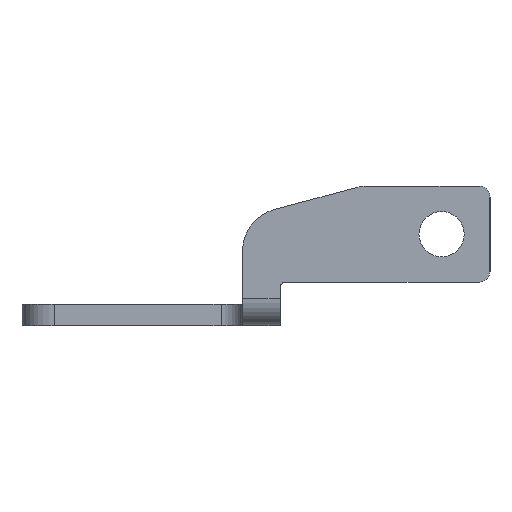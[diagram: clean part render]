
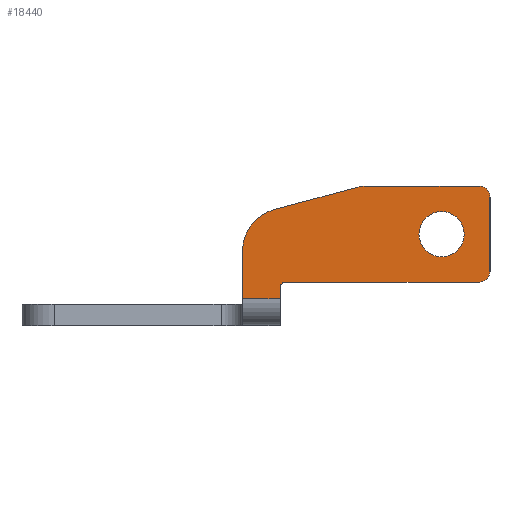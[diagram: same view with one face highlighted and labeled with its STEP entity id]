
A CAD part, left-side view. The second image highlights one B-rep face of the part: STEP entity #18440.
In plain terms, the highlighted planar face has unit normal (-1, 0, 0).
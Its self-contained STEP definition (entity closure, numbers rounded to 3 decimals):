
#60=CARTESIAN_POINT('',(-36.,0.,-0.014));
#70=DIRECTION('',(0.,-0.966,0.259));
#80=VECTOR('',#70,1.);
#90=LINE('',#60,#80);
#100=CARTESIAN_POINT('',(-36.,10.035,-2.703));
#110=VERTEX_POINT('',#100);
#120=CARTESIAN_POINT('',(-36.,2.509,-0.686));
#130=VERTEX_POINT('',#120);
#140=EDGE_CURVE('',#110,#130,#90,.T.);
#590=CARTESIAN_POINT('',(-36.,1.473,-0.55));
#600=VERTEX_POINT('',#590);
#630=CARTESIAN_POINT('',(-36.,1.473,-4.55));
#640=DIRECTION('',(1.,0.,0.));
#650=DIRECTION('',(0.,-1.,0.));
#660=AXIS2_PLACEMENT_3D('',#630,#640,#650);
#670=CIRCLE('',#660,4.);
#680=EDGE_CURVE('',#130,#600,#670,.T.);
#8310=CARTESIAN_POINT('',(-36.,-3.4,-5.));
#8320=VERTEX_POINT('',#8310);
#8480=CARTESIAN_POINT('',(-36.,-7.6,-5.));
#8490=VERTEX_POINT('',#8480);
#8520=CARTESIAN_POINT('',(-36.,-5.5,-5.));
#8530=DIRECTION('',(-1.,0.,0.));
#8540=DIRECTION('',(0.,-1.,0.));
#8550=AXIS2_PLACEMENT_3D('',#8520,#8530,#8540);
#8560=CIRCLE('',#8550,2.1);
#8570=EDGE_CURVE('',#8320,#8490,#8560,.T.);
#8820=CARTESIAN_POINT('',(-36.,-9.,-9.45));
#8830=VERTEX_POINT('',#8820);
#8860=CARTESIAN_POINT('',(-36.,-9.,-8.45));
#8870=DIRECTION('',(1.,0.,0.));
#8880=DIRECTION('',(0.,-1.,0.));
#8890=AXIS2_PLACEMENT_3D('',#8860,#8870,#8880);
#8900=CIRCLE('',#8890,1.);
#8910=CARTESIAN_POINT('',(-36.,-10.,-8.45));
#8920=VERTEX_POINT('',#8910);
#8930=EDGE_CURVE('',#8920,#8830,#8900,.T.);
#9600=CARTESIAN_POINT('',(-36.,-10.,-0.5));
#9610=DIRECTION('',(0.,0.,1.));
#9620=VECTOR('',#9610,1.);
#9630=LINE('',#9600,#9620);
#9640=CARTESIAN_POINT('',(-36.,-10.,-1.55));
#9650=VERTEX_POINT('',#9640);
#9660=EDGE_CURVE('',#8920,#9650,#9630,.T.);
#9890=CARTESIAN_POINT('',(-36.,13.,-11.));
#9900=VERTEX_POINT('',#9890);
#10190=CARTESIAN_POINT('',(-36.,13.,-6.567));
#10200=VERTEX_POINT('',#10190);
#10230=CARTESIAN_POINT('',(-36.,13.,-11.));
#10240=DIRECTION('',(0.,0.,1.));
#10250=VECTOR('',#10240,1.);
#10260=LINE('',#10230,#10250);
#10270=EDGE_CURVE('',#9900,#10200,#10260,.T.);
#14980=CARTESIAN_POINT('',(-36.,9.5,-9.95));
#14990=VERTEX_POINT('',#14980);
#15020=CARTESIAN_POINT('',(-36.,9.,-9.95));
#15030=DIRECTION('',(1.,0.,0.));
#15040=DIRECTION('',(0.,-1.,0.));
#15050=AXIS2_PLACEMENT_3D('',#15020,#15030,#15040);
#15060=CIRCLE('',#15050,0.5);
#15070=CARTESIAN_POINT('',(-36.,9.,-9.45));
#15080=VERTEX_POINT('',#15070);
#15090=EDGE_CURVE('',#14990,#15080,#15060,.T.);
#15330=CARTESIAN_POINT('',(-36.,9.,-6.567));
#15340=DIRECTION('',(1.,0.,0.));
#15350=DIRECTION('',(0.,-1.,0.));
#15360=AXIS2_PLACEMENT_3D('',#15330,#15340,#15350);
#15370=CIRCLE('',#15360,4.);
#15380=EDGE_CURVE('',#10200,#110,#15370,.T.);
#15500=CARTESIAN_POINT('',(-36.,9.5,-11.));
#15510=DIRECTION('',(0.,-1.,0.));
#15520=VECTOR('',#15510,1.);
#15530=LINE('',#15500,#15520);
#15540=CARTESIAN_POINT('',(-36.,9.5,-11.));
#15550=VERTEX_POINT('',#15540);
#15560=EDGE_CURVE('',#9900,#15550,#15530,.T.);
#16510=CARTESIAN_POINT('',(-36.,9.5,-46.542));
#16520=DIRECTION('',(0.,0.,-1.));
#16530=VECTOR('',#16520,1.);
#16540=LINE('',#16510,#16530);
#16550=EDGE_CURVE('',#14990,#15550,#16540,.T.);
#17960=CARTESIAN_POINT('',(-36.,-9.,-0.55));
#17970=VERTEX_POINT('',#17960);
#18000=CARTESIAN_POINT('',(-36.,13.,-0.55));
#18010=DIRECTION('',(0.,-1.,0.));
#18020=VECTOR('',#18010,1.);
#18030=LINE('',#18000,#18020);
#18040=EDGE_CURVE('',#600,#17970,#18030,.T.);
#18090=CARTESIAN_POINT('',(-36.,5.268,-4.975));
#18100=DIRECTION('',(-1.,0.,0.));
#18110=DIRECTION('',(0.,-1.,0.));
#18120=AXIS2_PLACEMENT_3D('',#18090,#18100,#18110);
#18130=PLANE('',#18120);
#18140=EDGE_CURVE('',#8490,#8320,#8560,.T.);
#18150=ORIENTED_EDGE('',*,*,#18140,.F.);
#18160=ORIENTED_EDGE('',*,*,#8570,.F.);
#18170=EDGE_LOOP('',(#18160,#18150));
#18180=FACE_BOUND('',#18170,.T.);
#18190=ORIENTED_EDGE('',*,*,#680,.F.);
#18200=ORIENTED_EDGE('',*,*,#18040,.F.);
#18210=CARTESIAN_POINT('',(-36.,-9.,-1.55));
#18220=DIRECTION('',(-1.,0.,0.));
#18230=DIRECTION('',(0.,1.,0.));
#18240=AXIS2_PLACEMENT_3D('',#18210,#18220,#18230);
#18250=CIRCLE('',#18240,1.);
#18260=EDGE_CURVE('',#9650,#17970,#18250,.T.);
#18270=ORIENTED_EDGE('',*,*,#18260,.T.);
#18280=ORIENTED_EDGE('',*,*,#9660,.T.);
#18290=ORIENTED_EDGE('',*,*,#8930,.F.);
#18300=CARTESIAN_POINT('',(-36.,0.,-9.45));
#18310=DIRECTION('',(0.,1.,0.));
#18320=VECTOR('',#18310,1.);
#18330=LINE('',#18300,#18320);
#18340=EDGE_CURVE('',#8830,#15080,#18330,.T.);
#18350=ORIENTED_EDGE('',*,*,#18340,.F.);
#18360=ORIENTED_EDGE('',*,*,#15090,.T.);
#18370=ORIENTED_EDGE('',*,*,#16550,.F.);
#18380=ORIENTED_EDGE('',*,*,#15560,.T.);
#18390=ORIENTED_EDGE('',*,*,#10270,.F.);
#18400=ORIENTED_EDGE('',*,*,#15380,.F.);
#18410=ORIENTED_EDGE('',*,*,#140,.F.);
#18420=EDGE_LOOP('',(#18410,#18400,#18390,#18380,#18370,#18360,#18350,
#18290,#18280,#18270,#18200,#18190));
#18430=FACE_OUTER_BOUND('',#18420,.T.);
#18440=ADVANCED_FACE('',(#18180,#18430),#18130,.T.);
